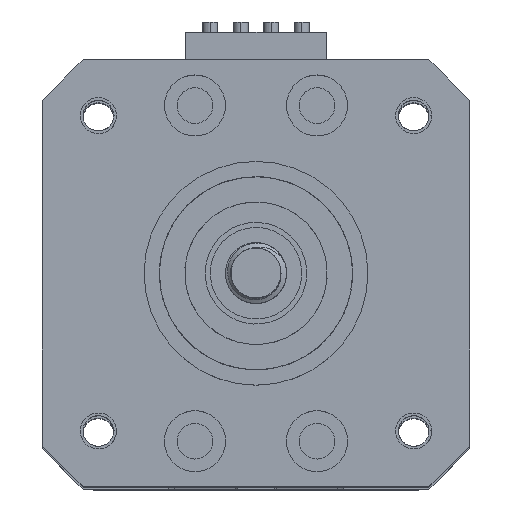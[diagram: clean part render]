
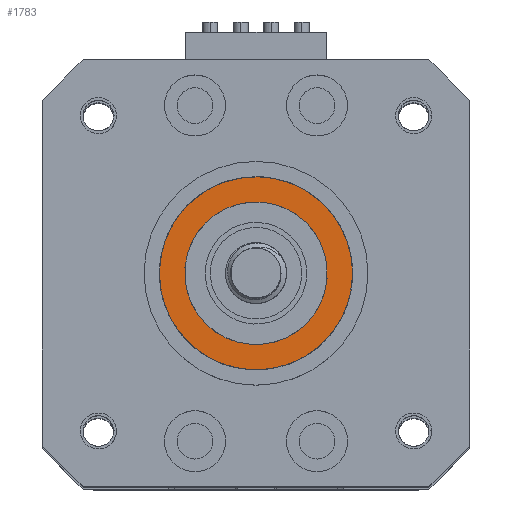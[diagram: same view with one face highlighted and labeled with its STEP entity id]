
A CAD part, top view. The second image highlights one B-rep face of the part: STEP entity #1783.
In plain terms, the highlighted planar face has unit normal (0, 0, 1).
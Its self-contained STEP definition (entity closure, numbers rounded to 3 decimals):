
#18 = AXIS2_PLACEMENT_3D ( 'NONE', #27324, #13989, #38754 ) ;
#1567 = ORIENTED_EDGE ( 'NONE', *, *, #31938, .T. ) ;
#1783 = ADVANCED_FACE ( 'NONE', ( #5910, #27629 ), #18295, .T. ) ;
#2868 = CARTESIAN_POINT ( 'NONE',  ( 0., 0., 11. ) ) ;
#3217 = CIRCLE ( 'NONE', #6478, 7. ) ;
#5910 = FACE_OUTER_BOUND ( 'NONE', #9168, .T. ) ;
#6478 = AXIS2_PLACEMENT_3D ( 'NONE', #39693, #9866, #10659 ) ;
#7274 = AXIS2_PLACEMENT_3D ( 'NONE', #2868, #14625, #27427 ) ;
#8053 = ORIENTED_EDGE ( 'NONE', *, *, #23301, .T. ) ;
#8982 = CARTESIAN_POINT ( 'NONE',  ( 9.5, 0., 11. ) ) ;
#9168 = EDGE_LOOP ( 'NONE', ( #1567, #8053 ) ) ;
#9866 = DIRECTION ( 'NONE',  ( 0., 0., 1. ) ) ;
#10029 = CARTESIAN_POINT ( 'NONE',  ( -7., 0., 11. ) ) ;
#10062 = EDGE_LOOP ( 'NONE', ( #17565, #14900 ) ) ;
#10659 = DIRECTION ( 'NONE',  ( 1., 0., 0. ) ) ;
#13989 = DIRECTION ( 'NONE',  ( 0., 0., 1. ) ) ;
#14164 = AXIS2_PLACEMENT_3D ( 'NONE', #29778, #32424, #14345 ) ;
#14345 = DIRECTION ( 'NONE',  ( 1., 0., 0. ) ) ;
#14625 = DIRECTION ( 'NONE',  ( 0., 0., 1. ) ) ;
#14900 = ORIENTED_EDGE ( 'NONE', *, *, #36196, .F. ) ;
#15384 = AXIS2_PLACEMENT_3D ( 'NONE', #28875, #32118, #19147 ) ;
#17565 = ORIENTED_EDGE ( 'NONE', *, *, #36868, .F. ) ;
#18295 = PLANE ( 'NONE',  #7274 ) ;
#18783 = CIRCLE ( 'NONE', #18, 7. ) ;
#19147 = DIRECTION ( 'NONE',  ( 1., 0., 0. ) ) ;
#23301 = EDGE_CURVE ( 'NONE', #38702, #40125, #29651, .T. ) ;
#25210 = VERTEX_POINT ( 'NONE', #10029 ) ;
#26384 = CIRCLE ( 'NONE', #14164, 9.5 ) ;
#26781 = VERTEX_POINT ( 'NONE', #38676 ) ;
#27324 = CARTESIAN_POINT ( 'NONE',  ( 0., 0., 11. ) ) ;
#27427 = DIRECTION ( 'NONE',  ( 1., 0., 0. ) ) ;
#27629 = FACE_BOUND ( 'NONE', #10062, .T. ) ;
#28875 = CARTESIAN_POINT ( 'NONE',  ( 0., 0., 11. ) ) ;
#29651 = CIRCLE ( 'NONE', #15384, 9.5 ) ;
#29778 = CARTESIAN_POINT ( 'NONE',  ( 0., 0., 11. ) ) ;
#31895 = CARTESIAN_POINT ( 'NONE',  ( -9.5, 0., 11. ) ) ;
#31938 = EDGE_CURVE ( 'NONE', #40125, #38702, #26384, .T. ) ;
#32118 = DIRECTION ( 'NONE',  ( 0., 0., 1. ) ) ;
#32424 = DIRECTION ( 'NONE',  ( 0., 0., 1. ) ) ;
#36196 = EDGE_CURVE ( 'NONE', #26781, #25210, #3217, .T. ) ;
#36868 = EDGE_CURVE ( 'NONE', #25210, #26781, #18783, .T. ) ;
#38676 = CARTESIAN_POINT ( 'NONE',  ( 7., 0., 11. ) ) ;
#38702 = VERTEX_POINT ( 'NONE', #8982 ) ;
#38754 = DIRECTION ( 'NONE',  ( 1., 0., 0. ) ) ;
#39693 = CARTESIAN_POINT ( 'NONE',  ( 0., 0., 11. ) ) ;
#40125 = VERTEX_POINT ( 'NONE', #31895 ) ;
